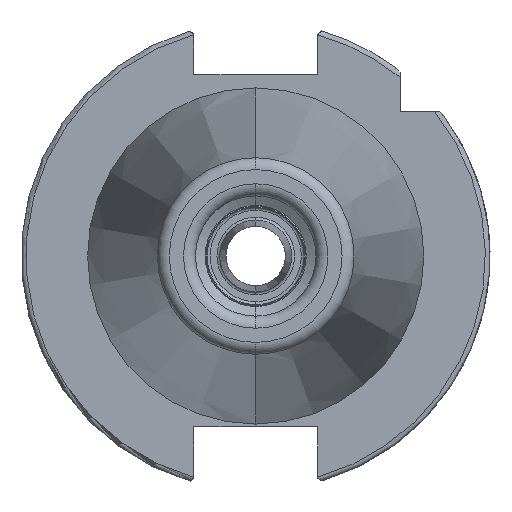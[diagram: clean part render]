
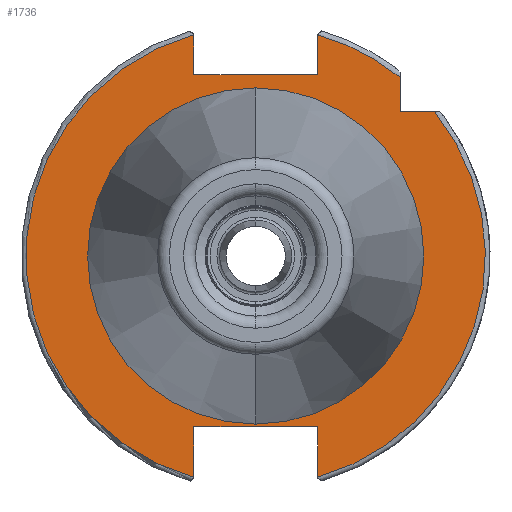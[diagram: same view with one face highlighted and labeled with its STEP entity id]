
A CAD part, left-side view. The second image highlights one B-rep face of the part: STEP entity #1736.
In plain terms, the highlighted planar face has unit normal (-1, 0, 0).
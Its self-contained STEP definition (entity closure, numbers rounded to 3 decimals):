
#88 = DIRECTION ( 'NONE',  ( 0., 0., 1. ) ) ;
#99 = DIRECTION ( 'NONE',  ( 0., -1., 0. ) ) ;
#119 = PLANE ( 'NONE',  #135 ) ;
#135 = AXIS2_PLACEMENT_3D ( 'NONE', #317, #664, #88 ) ;
#177 = DIRECTION ( 'NONE',  ( 0., 0., -1. ) ) ;
#192 = DIRECTION ( 'NONE',  ( 1., 0., 0. ) ) ;
#202 = CARTESIAN_POINT ( 'NONE',  ( 3.2, 0., 0. ) ) ;
#238 = EDGE_CURVE ( 'NONE', #2463, #4035, #672, .T. ) ;
#315 = CARTESIAN_POINT ( 'NONE',  ( 3.2, 12.85, -35.5 ) ) ;
#317 = CARTESIAN_POINT ( 'NONE',  ( 3.2, 47.725, 0. ) ) ;
#334 = DIRECTION ( 'NONE',  ( 0., 1., 0. ) ) ;
#367 = VECTOR ( 'NONE', #2462, 1000. ) ;
#385 = VERTEX_POINT ( 'NONE', #1701 ) ;
#400 = LINE ( 'NONE', #799, #367 ) ;
#485 = EDGE_CURVE ( 'NONE', #3757, #1198, #400, .T. ) ;
#515 = DIRECTION ( 'NONE',  ( 0., 0., -1. ) ) ;
#530 = DIRECTION ( 'NONE',  ( 1., 0., 0. ) ) ;
#543 = CARTESIAN_POINT ( 'NONE',  ( 3.2, 0., 0. ) ) ;
#552 = CARTESIAN_POINT ( 'NONE',  ( 3.2, 12.85, -35.5 ) ) ;
#664 = DIRECTION ( 'NONE',  ( -1., 0., 0. ) ) ;
#672 = CIRCLE ( 'NONE', #902, 34.925 ) ;
#799 = CARTESIAN_POINT ( 'NONE',  ( 3.2, 12.85, -47. ) ) ;
#902 = AXIS2_PLACEMENT_3D ( 'NONE', #3421, #2323, #3329 ) ;
#916 = CARTESIAN_POINT ( 'NONE',  ( 3.2, 12.85, 45.963 ) ) ;
#998 = DIRECTION ( 'NONE',  ( 0., 0., 1. ) ) ;
#1002 = EDGE_CURVE ( 'NONE', #3577, #3015, #3821, .T. ) ;
#1124 = EDGE_LOOP ( 'NONE', ( #3899, #3893 ) ) ;
#1160 = CARTESIAN_POINT ( 'NONE',  ( 3.2, -12.85, -47. ) ) ;
#1168 = CARTESIAN_POINT ( 'NONE',  ( 3.2, 0., -34.925 ) ) ;
#1198 = VERTEX_POINT ( 'NONE', #2194 ) ;
#1252 = CARTESIAN_POINT ( 'NONE',  ( 3.2, -37.117, 30. ) ) ;
#1260 = DIRECTION ( 'NONE',  ( 1., 0., 0. ) ) ;
#1261 = CIRCLE ( 'NONE', #4056, 47.725 ) ;
#1268 = VERTEX_POINT ( 'NONE', #916 ) ;
#1342 = CARTESIAN_POINT ( 'NONE',  ( 3.2, -12.85, 45.963 ) ) ;
#1378 = EDGE_CURVE ( 'NONE', #3015, #3407, #3300, .T. ) ;
#1482 = EDGE_CURVE ( 'NONE', #1268, #3699, #3250, .T. ) ;
#1622 = EDGE_CURVE ( 'NONE', #3407, #2698, #2988, .T. ) ;
#1638 = DIRECTION ( 'NONE',  ( 0., 0., -1. ) ) ;
#1655 = CARTESIAN_POINT ( 'NONE',  ( 3.2, 0., 0. ) ) ;
#1701 = CARTESIAN_POINT ( 'NONE',  ( 3.2, -12.85, -45.963 ) ) ;
#1717 = EDGE_CURVE ( 'NONE', #385, #3154, #2833, .T. ) ;
#1736 = ADVANCED_FACE ( 'NONE', ( #2782, #2817 ), #119, .T. ) ;
#1801 = CARTESIAN_POINT ( 'NONE',  ( 3.2, -12.85, 37.7 ) ) ;
#1856 = EDGE_CURVE ( 'NONE', #2485, #385, #2666, .T. ) ;
#1876 = AXIS2_PLACEMENT_3D ( 'NONE', #1655, #1260, #1638 ) ;
#1888 = EDGE_CURVE ( 'NONE', #4035, #2463, #2657, .T. ) ;
#1922 = CARTESIAN_POINT ( 'NONE',  ( 3.2, -30., 37.117 ) ) ;
#1970 = EDGE_CURVE ( 'NONE', #2698, #2485, #2532, .T. ) ;
#2194 = CARTESIAN_POINT ( 'NONE',  ( 3.2, 12.85, -45.963 ) ) ;
#2217 = VECTOR ( 'NONE', #2958, 1000. ) ;
#2250 = CARTESIAN_POINT ( 'NONE',  ( 3.2, -30., 30. ) ) ;
#2261 = LINE ( 'NONE', #2940, #2217 ) ;
#2267 = CARTESIAN_POINT ( 'NONE',  ( 3.2, -30., 30. ) ) ;
#2323 = DIRECTION ( 'NONE',  ( 1., 0., 0. ) ) ;
#2339 = CARTESIAN_POINT ( 'NONE',  ( 3.2, -30., 30. ) ) ;
#2350 = DIRECTION ( 'NONE',  ( 0., 0., -1. ) ) ;
#2352 = EDGE_CURVE ( 'NONE', #3154, #3757, #2374, .T. ) ;
#2368 = VECTOR ( 'NONE', #334, 1000. ) ;
#2374 = LINE ( 'NONE', #315, #2368 ) ;
#2462 = DIRECTION ( 'NONE',  ( 0., 0., -1. ) ) ;
#2463 = VERTEX_POINT ( 'NONE', #1168 ) ;
#2485 = VERTEX_POINT ( 'NONE', #1252 ) ;
#2529 = VECTOR ( 'NONE', #99, 1000. ) ;
#2532 = LINE ( 'NONE', #2339, #2529 ) ;
#2657 = CIRCLE ( 'NONE', #3532, 34.925 ) ;
#2666 = CIRCLE ( 'NONE', #3880, 47.725 ) ;
#2682 = DIRECTION ( 'NONE',  ( 0., 0., -1. ) ) ;
#2697 = DIRECTION ( 'NONE',  ( 1., 0., 0. ) ) ;
#2698 = VERTEX_POINT ( 'NONE', #2250 ) ;
#2713 = CARTESIAN_POINT ( 'NONE',  ( 3.2, 0., 0. ) ) ;
#2768 = EDGE_CURVE ( 'NONE', #3699, #3577, #2261, .T. ) ;
#2782 = FACE_OUTER_BOUND ( 'NONE', #3088, .T. ) ;
#2817 = FACE_BOUND ( 'NONE', #1124, .T. ) ;
#2818 = CARTESIAN_POINT ( 'NONE',  ( 3.2, 0., 34.925 ) ) ;
#2829 = VECTOR ( 'NONE', #998, 1000. ) ;
#2833 = LINE ( 'NONE', #1160, #2829 ) ;
#2940 = CARTESIAN_POINT ( 'NONE',  ( 3.2, 12.85, 37.7 ) ) ;
#2958 = DIRECTION ( 'NONE',  ( 0., -1., 0. ) ) ;
#2988 = LINE ( 'NONE', #2267, #2999 ) ;
#2999 = VECTOR ( 'NONE', #2350, 1000. ) ;
#3015 = VERTEX_POINT ( 'NONE', #1342 ) ;
#3088 = EDGE_LOOP ( 'NONE', ( #4045, #4041, #4030, #4005, #3995, #3967, #3960, #3955, #3950, #3948, #3912 ) ) ;
#3089 = CARTESIAN_POINT ( 'NONE',  ( 3.2, 12.85, 37.7 ) ) ;
#3113 = CARTESIAN_POINT ( 'NONE',  ( 3.2, -12.85, -35.5 ) ) ;
#3154 = VERTEX_POINT ( 'NONE', #3113 ) ;
#3242 = VECTOR ( 'NONE', #3585, 1000. ) ;
#3250 = LINE ( 'NONE', #3621, #3242 ) ;
#3300 = CIRCLE ( 'NONE', #1876, 47.725 ) ;
#3329 = DIRECTION ( 'NONE',  ( 0., 0., -1. ) ) ;
#3407 = VERTEX_POINT ( 'NONE', #1922 ) ;
#3421 = CARTESIAN_POINT ( 'NONE',  ( 3.2, 0., 0. ) ) ;
#3527 = DIRECTION ( 'NONE',  ( 0., 0., 1. ) ) ;
#3532 = AXIS2_PLACEMENT_3D ( 'NONE', #202, #192, #177 ) ;
#3577 = VERTEX_POINT ( 'NONE', #1801 ) ;
#3585 = DIRECTION ( 'NONE',  ( 0., 0., -1. ) ) ;
#3621 = CARTESIAN_POINT ( 'NONE',  ( 3.2, 12.85, 37.7 ) ) ;
#3690 = CARTESIAN_POINT ( 'NONE',  ( 3.2, -12.85, 37.7 ) ) ;
#3699 = VERTEX_POINT ( 'NONE', #3089 ) ;
#3732 = VECTOR ( 'NONE', #3527, 1000. ) ;
#3757 = VERTEX_POINT ( 'NONE', #552 ) ;
#3821 = LINE ( 'NONE', #3690, #3732 ) ;
#3880 = AXIS2_PLACEMENT_3D ( 'NONE', #543, #530, #515 ) ;
#3893 = ORIENTED_EDGE ( 'NONE', *, *, #1888, .T. ) ;
#3899 = ORIENTED_EDGE ( 'NONE', *, *, #238, .T. ) ;
#3912 = ORIENTED_EDGE ( 'NONE', *, *, #1970, .F. ) ;
#3948 = ORIENTED_EDGE ( 'NONE', *, *, #1856, .F. ) ;
#3950 = ORIENTED_EDGE ( 'NONE', *, *, #1717, .F. ) ;
#3955 = ORIENTED_EDGE ( 'NONE', *, *, #2352, .F. ) ;
#3960 = ORIENTED_EDGE ( 'NONE', *, *, #485, .F. ) ;
#3967 = ORIENTED_EDGE ( 'NONE', *, *, #4058, .F. ) ;
#3995 = ORIENTED_EDGE ( 'NONE', *, *, #1482, .F. ) ;
#4005 = ORIENTED_EDGE ( 'NONE', *, *, #2768, .F. ) ;
#4030 = ORIENTED_EDGE ( 'NONE', *, *, #1002, .F. ) ;
#4035 = VERTEX_POINT ( 'NONE', #2818 ) ;
#4041 = ORIENTED_EDGE ( 'NONE', *, *, #1378, .F. ) ;
#4045 = ORIENTED_EDGE ( 'NONE', *, *, #1622, .F. ) ;
#4056 = AXIS2_PLACEMENT_3D ( 'NONE', #2713, #2697, #2682 ) ;
#4058 = EDGE_CURVE ( 'NONE', #1198, #1268, #1261, .T. ) ;
